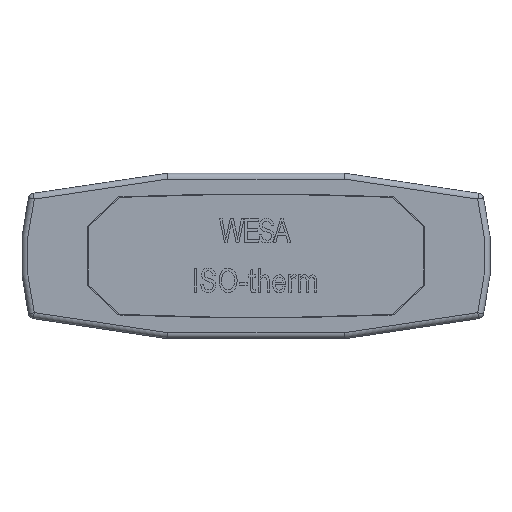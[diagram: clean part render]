
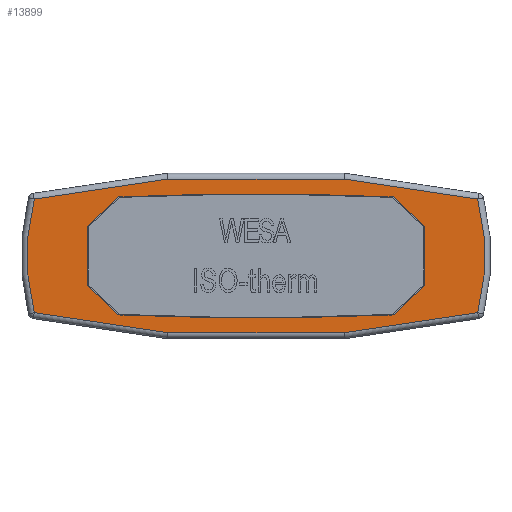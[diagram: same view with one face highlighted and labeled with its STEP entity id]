
A CAD part, top view. The second image highlights one B-rep face of the part: STEP entity #13899.
In plain terms, the highlighted planar face has unit normal (0, 0, 1).
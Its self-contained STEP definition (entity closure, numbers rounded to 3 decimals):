
#451=CIRCLE('',#16450,38.75);
#453=CIRCLE('',#16453,38.75);
#454=CIRCLE('',#16454,538.206);
#455=CIRCLE('',#16455,538.206);
#3640=ORIENTED_EDGE('',*,*,#6205,.F.);
#3641=ORIENTED_EDGE('',*,*,#6206,.F.);
#3642=ORIENTED_EDGE('',*,*,#6207,.T.);
#3643=ORIENTED_EDGE('',*,*,#6208,.T.);
#3644=ORIENTED_EDGE('',*,*,#6134,.T.);
#3645=ORIENTED_EDGE('',*,*,#6209,.T.);
#3646=ORIENTED_EDGE('',*,*,#6203,.T.);
#3647=ORIENTED_EDGE('',*,*,#6163,.F.);
#3648=ORIENTED_EDGE('',*,*,#6210,.T.);
#3649=ORIENTED_EDGE('',*,*,#6211,.F.);
#3650=ORIENTED_EDGE('',*,*,#6212,.F.);
#3651=ORIENTED_EDGE('',*,*,#6213,.F.);
#3652=ORIENTED_EDGE('',*,*,#6214,.F.);
#3653=ORIENTED_EDGE('',*,*,#6215,.F.);
#3654=ORIENTED_EDGE('',*,*,#6216,.F.);
#3655=ORIENTED_EDGE('',*,*,#6217,.F.);
#6134=EDGE_CURVE('',#7665,#7666,#9305,.T.);
#6163=EDGE_CURVE('',#7687,#7671,#9323,.T.);
#6203=EDGE_CURVE('',#7674,#7671,#451,.T.);
#6205=EDGE_CURVE('',#7710,#7687,#9355,.T.);
#6206=EDGE_CURVE('',#7711,#7710,#9356,.T.);
#6207=EDGE_CURVE('',#7711,#7712,#453,.T.);
#6208=EDGE_CURVE('',#7712,#7665,#9357,.T.);
#6209=EDGE_CURVE('',#7666,#7674,#9358,.T.);
#6210=EDGE_CURVE('',#7713,#7714,#454,.T.);
#6211=EDGE_CURVE('',#7715,#7714,#9359,.T.);
#6212=EDGE_CURVE('',#7716,#7715,#9360,.T.);
#6213=EDGE_CURVE('',#7717,#7716,#9361,.T.);
#6214=EDGE_CURVE('',#7718,#7717,#455,.T.);
#6215=EDGE_CURVE('',#7719,#7718,#9362,.T.);
#6216=EDGE_CURVE('',#7720,#7719,#9363,.T.);
#6217=EDGE_CURVE('',#7713,#7720,#9364,.T.);
#7665=VERTEX_POINT('',#23696);
#7666=VERTEX_POINT('',#23697);
#7671=VERTEX_POINT('',#23708);
#7674=VERTEX_POINT('',#23715);
#7687=VERTEX_POINT('',#23754);
#7710=VERTEX_POINT('',#23836);
#7711=VERTEX_POINT('',#23838);
#7712=VERTEX_POINT('',#23840);
#7713=VERTEX_POINT('',#23844);
#7714=VERTEX_POINT('',#23845);
#7715=VERTEX_POINT('',#23847);
#7716=VERTEX_POINT('',#23849);
#7717=VERTEX_POINT('',#23851);
#7718=VERTEX_POINT('',#23853);
#7719=VERTEX_POINT('',#23855);
#7720=VERTEX_POINT('',#23857);
#9305=LINE('',#23695,#10804);
#9323=LINE('',#23753,#10822);
#9355=LINE('',#23835,#10854);
#9356=LINE('',#23837,#10855);
#9357=LINE('',#23841,#10856);
#9358=LINE('',#23842,#10857);
#9359=LINE('',#23846,#10858);
#9360=LINE('',#23848,#10859);
#9361=LINE('',#23850,#10860);
#9362=LINE('',#23854,#10861);
#9363=LINE('',#23856,#10862);
#9364=LINE('',#23858,#10863);
#10804=VECTOR('',#19438,1000.);
#10822=VECTOR('',#19492,1000.);
#10854=VECTOR('',#19578,1000.);
#10855=VECTOR('',#19579,1000.);
#10856=VECTOR('',#19582,1000.);
#10857=VECTOR('',#19583,1000.);
#10858=VECTOR('',#19586,1000.);
#10859=VECTOR('',#19587,1000.);
#10860=VECTOR('',#19588,1000.);
#10861=VECTOR('',#19591,1000.);
#10862=VECTOR('',#19592,1000.);
#10863=VECTOR('',#19593,1000.);
#11588=EDGE_LOOP('',(#3640,#3641,#3642,#3643,#3644,#3645,#3646,#3647));
#11589=EDGE_LOOP('',(#3648,#3649,#3650,#3651,#3652,#3653,#3654,#3655));
#12474=FACE_BOUND('',#11588,.T.);
#12475=FACE_BOUND('',#11589,.T.);
#13288=PLANE('',#16452);
#13899=ADVANCED_FACE('',(#12474,#12475),#13288,.T.);
#16450=AXIS2_PLACEMENT_3D('',#23832,#19572,#19573);
#16452=AXIS2_PLACEMENT_3D('',#23834,#19576,#19577);
#16453=AXIS2_PLACEMENT_3D('',#23839,#19580,#19581);
#16454=AXIS2_PLACEMENT_3D('',#23843,#19584,#19585);
#16455=AXIS2_PLACEMENT_3D('',#23852,#19589,#19590);
#19438=DIRECTION('',(1.,0.,0.));
#19492=DIRECTION('',(0.989,-0.148,0.));
#19572=DIRECTION('',(0.,0.,1.));
#19573=DIRECTION('',(1.,0.,0.));
#19576=DIRECTION('',(0.,0.,1.));
#19577=DIRECTION('',(1.,0.,0.));
#19578=DIRECTION('',(1.,0.,0.));
#19579=DIRECTION('',(0.989,0.148,0.));
#19580=DIRECTION('',(0.,0.,1.));
#19581=DIRECTION('',(1.,0.,0.));
#19582=DIRECTION('',(0.989,-0.148,0.));
#19583=DIRECTION('',(0.989,0.148,0.));
#19584=DIRECTION('',(0.,0.,-1.));
#19585=DIRECTION('',(1.,0.,0.));
#19586=DIRECTION('',(0.728,-0.686,0.));
#19587=DIRECTION('',(0.,-1.,0.));
#19588=DIRECTION('',(-0.728,-0.686,0.));
#19589=DIRECTION('',(0.,0.,1.));
#19590=DIRECTION('',(1.,0.,0.));
#19591=DIRECTION('',(-0.728,0.686,0.));
#19592=DIRECTION('',(0.,1.,0.));
#19593=DIRECTION('',(0.728,0.686,0.));
#23695=CARTESIAN_POINT('',(-15.,-13.,48.));
#23696=CARTESIAN_POINT('',(-14.925,-13.,48.));
#23697=CARTESIAN_POINT('',(14.925,-13.,48.));
#23708=CARTESIAN_POINT('',(37.54,9.609,48.));
#23715=CARTESIAN_POINT('',(37.54,-9.609,48.));
#23753=CARTESIAN_POINT('',(4.164,14.614,48.));
#23754=CARTESIAN_POINT('',(14.925,13.,48.));
#23832=CARTESIAN_POINT('',(0.,0.,48.));
#23834=CARTESIAN_POINT('',(4.164,7.588,48.));
#23835=CARTESIAN_POINT('',(4.164,13.,48.));
#23836=CARTESIAN_POINT('',(-14.925,13.,48.));
#23837=CARTESIAN_POINT('',(4.164,15.863,48.));
#23838=CARTESIAN_POINT('',(-37.54,9.609,48.));
#23839=CARTESIAN_POINT('',(0.,0.,48.));
#23840=CARTESIAN_POINT('',(-37.54,-9.609,48.));
#23841=CARTESIAN_POINT('',(4.164,-15.863,48.));
#23842=CARTESIAN_POINT('',(4.164,-14.614,48.));
#23843=CARTESIAN_POINT('',(0.,527.706,48.));
#23844=CARTESIAN_POINT('',(23.194,-10.,48.));
#23845=CARTESIAN_POINT('',(-23.194,-10.,48.));
#23846=CARTESIAN_POINT('',(0.,-31.856,48.));
#23847=CARTESIAN_POINT('',(-28.5,-5.,48.));
#23848=CARTESIAN_POINT('',(-28.5,0.,48.));
#23849=CARTESIAN_POINT('',(-28.5,5.,48.));
#23850=CARTESIAN_POINT('',(0.,31.856,48.));
#23851=CARTESIAN_POINT('',(-23.194,10.,48.));
#23852=CARTESIAN_POINT('',(0.,-527.706,48.));
#23853=CARTESIAN_POINT('',(23.194,10.,48.));
#23854=CARTESIAN_POINT('',(0.,31.856,48.));
#23855=CARTESIAN_POINT('',(28.5,5.,48.));
#23856=CARTESIAN_POINT('',(28.5,0.,48.));
#23857=CARTESIAN_POINT('',(28.5,-5.,48.));
#23858=CARTESIAN_POINT('',(0.,-31.856,48.));
